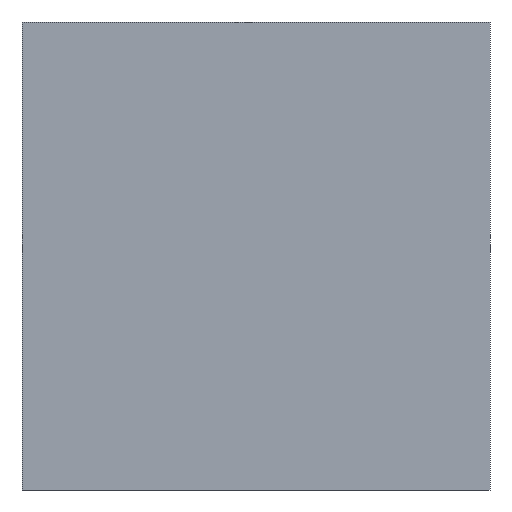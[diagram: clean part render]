
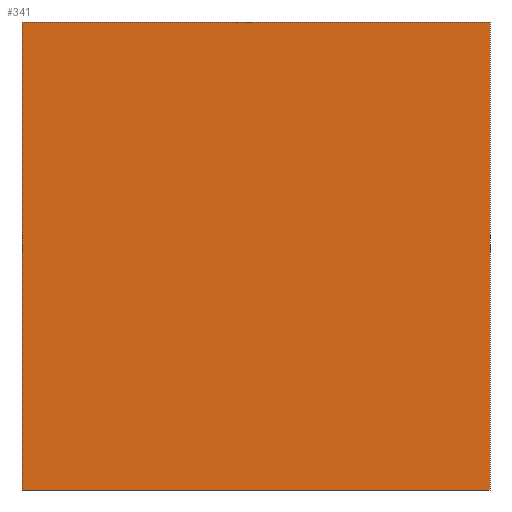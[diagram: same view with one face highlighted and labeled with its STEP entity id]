
A CAD part, left-side view. The second image highlights one B-rep face of the part: STEP entity #341.
In plain terms, the highlighted planar face has unit normal (-1, 0, 0).
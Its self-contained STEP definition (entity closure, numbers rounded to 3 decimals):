
#34 = VERTEX_POINT ( 'NONE', #464 ) ;
#50 = EDGE_CURVE ( 'NONE', #176, #398, #191, .T. ) ;
#55 = PLANE ( 'NONE',  #119 ) ;
#67 = ORIENTED_EDGE ( 'NONE', *, *, #396, .F. ) ;
#70 = CARTESIAN_POINT ( 'NONE',  ( -21., 21., 42. ) ) ;
#77 = DIRECTION ( 'NONE',  ( 0., -1., 0. ) ) ;
#105 = CARTESIAN_POINT ( 'NONE',  ( -21., -21., 42. ) ) ;
#119 = AXIS2_PLACEMENT_3D ( 'NONE', #207, #181, #384 ) ;
#122 = EDGE_CURVE ( 'NONE', #398, #34, #463, .T. ) ;
#135 = VECTOR ( 'NONE', #152, 1000. ) ;
#143 = EDGE_CURVE ( 'NONE', #176, #209, #426, .T. ) ;
#152 = DIRECTION ( 'NONE',  ( 0., -1., 0. ) ) ;
#161 = CARTESIAN_POINT ( 'NONE',  ( -21., -21., 42. ) ) ;
#176 = VERTEX_POINT ( 'NONE', #435 ) ;
#181 = DIRECTION ( 'NONE',  ( 1., 0., 0. ) ) ;
#191 = LINE ( 'NONE', #70, #276 ) ;
#207 = CARTESIAN_POINT ( 'NONE',  ( -21., -21., 42. ) ) ;
#209 = VERTEX_POINT ( 'NONE', #161 ) ;
#258 = ORIENTED_EDGE ( 'NONE', *, *, #50, .T. ) ;
#264 = DIRECTION ( 'NONE',  ( 0., 0., -1. ) ) ;
#276 = VECTOR ( 'NONE', #347, 1000. ) ;
#301 = CARTESIAN_POINT ( 'NONE',  ( -21., 21., 0. ) ) ;
#318 = ORIENTED_EDGE ( 'NONE', *, *, #122, .T. ) ;
#339 = LINE ( 'NONE', #105, #460 ) ;
#341 = ADVANCED_FACE ( 'NONE', ( #402 ), #55, .F. ) ;
#347 = DIRECTION ( 'NONE',  ( 0., 0., -1. ) ) ;
#384 = DIRECTION ( 'NONE',  ( 0., 0., -1. ) ) ;
#396 = EDGE_CURVE ( 'NONE', #209, #34, #339, .T. ) ;
#398 = VERTEX_POINT ( 'NONE', #301 ) ;
#402 = FACE_OUTER_BOUND ( 'NONE', #429, .T. ) ;
#426 = LINE ( 'NONE', #498, #481 ) ;
#429 = EDGE_LOOP ( 'NONE', ( #318, #67, #431, #258 ) ) ;
#430 = CARTESIAN_POINT ( 'NONE',  ( -21., -21., 0. ) ) ;
#431 = ORIENTED_EDGE ( 'NONE', *, *, #143, .F. ) ;
#435 = CARTESIAN_POINT ( 'NONE',  ( -21., 21., 42. ) ) ;
#460 = VECTOR ( 'NONE', #264, 1000. ) ;
#463 = LINE ( 'NONE', #430, #135 ) ;
#464 = CARTESIAN_POINT ( 'NONE',  ( -21., -21., 0. ) ) ;
#481 = VECTOR ( 'NONE', #77, 1000. ) ;
#498 = CARTESIAN_POINT ( 'NONE',  ( -21., -21., 42. ) ) ;
